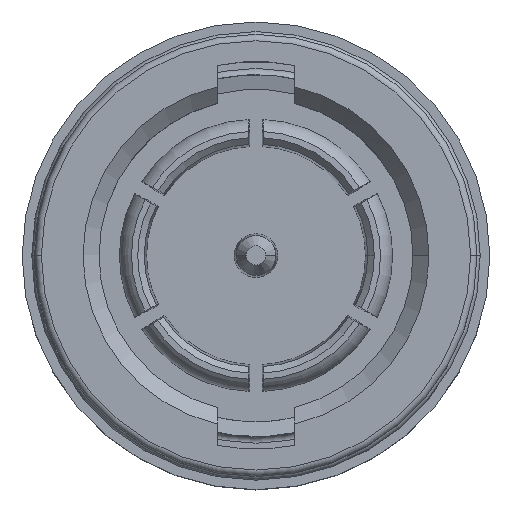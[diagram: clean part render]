
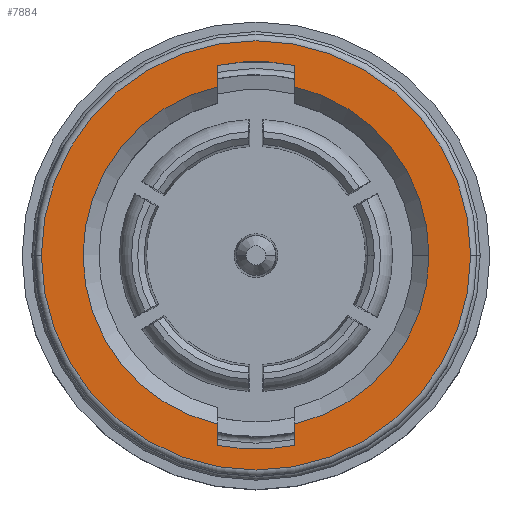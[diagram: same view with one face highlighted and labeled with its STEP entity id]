
A CAD part, top view. The second image highlights one B-rep face of the part: STEP entity #7884.
In plain terms, the highlighted planar face has unit normal (0, 0, 1).
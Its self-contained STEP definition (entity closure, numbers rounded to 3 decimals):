
#74 = AXIS2_PLACEMENT_3D ( 'NONE', #4445, #13256, #5738 ) ;
#76 = EDGE_CURVE ( 'NONE', #12094, #1876, #4423, .T. ) ;
#296 = DIRECTION ( 'NONE',  ( 0., 0., 1. ) ) ;
#1192 = EDGE_CURVE ( 'NONE', #1876, #1608, #3187, .T. ) ;
#1237 = CIRCLE ( 'NONE', #5154, 6.7 ) ;
#1285 = LINE ( 'NONE', #10577, #8018 ) ;
#1548 = EDGE_CURVE ( 'NONE', #12704, #4375, #2561, .T. ) ;
#1608 = VERTEX_POINT ( 'NONE', #10998 ) ;
#1876 = VERTEX_POINT ( 'NONE', #9217 ) ;
#1906 = CARTESIAN_POINT ( 'NONE',  ( -1.2, -4.751, 0.8 ) ) ;
#2159 = CARTESIAN_POINT ( 'NONE',  ( -6.7, 0., 0.8 ) ) ;
#2170 = EDGE_CURVE ( 'NONE', #1608, #15714, #1285, .T. ) ;
#2216 = EDGE_CURVE ( 'NONE', #15714, #8194, #3468, .T. ) ;
#2300 = ORIENTED_EDGE ( 'NONE', *, *, #15094, .F. ) ;
#2551 = CARTESIAN_POINT ( 'NONE',  ( -1.2, -5.93, 0.8 ) ) ;
#2561 = CIRCLE ( 'NONE', #7356, 5.4 ) ;
#2643 = CARTESIAN_POINT ( 'NONE',  ( 1.2, -5.265, 0.8 ) ) ;
#2757 = CARTESIAN_POINT ( 'NONE',  ( -1.2, 5.265, 0.8 ) ) ;
#2807 = EDGE_CURVE ( 'NONE', #8637, #12648, #3244, .T. ) ;
#2847 = LINE ( 'NONE', #1906, #12505 ) ;
#2852 = EDGE_CURVE ( 'NONE', #14245, #14137, #1237, .T. ) ;
#2857 = ORIENTED_EDGE ( 'NONE', *, *, #2852, .T. ) ;
#2926 = PLANE ( 'NONE',  #7878 ) ;
#3187 = CIRCLE ( 'NONE', #13566, 5.4 ) ;
#3189 = DIRECTION ( 'NONE',  ( 0., -1., 0. ) ) ;
#3244 = CIRCLE ( 'NONE', #74, 6.05 ) ;
#3468 = CIRCLE ( 'NONE', #6126, 6.05 ) ;
#3692 = DIRECTION ( 'NONE',  ( 0., 1., 0. ) ) ;
#3698 = ORIENTED_EDGE ( 'NONE', *, *, #1548, .F. ) ;
#3700 = EDGE_CURVE ( 'NONE', #8194, #12704, #12831, .T. ) ;
#3880 = LINE ( 'NONE', #4526, #13550 ) ;
#4375 = VERTEX_POINT ( 'NONE', #8148 ) ;
#4423 = CIRCLE ( 'NONE', #15196, 5.4 ) ;
#4445 = CARTESIAN_POINT ( 'NONE',  ( 0., 0., 0.8 ) ) ;
#4475 = ORIENTED_EDGE ( 'NONE', *, *, #2216, .F. ) ;
#4526 = CARTESIAN_POINT ( 'NONE',  ( 1.2, -4.751, 0.8 ) ) ;
#5060 = CARTESIAN_POINT ( 'NONE',  ( 1.2, 5.93, 0.8 ) ) ;
#5154 = AXIS2_PLACEMENT_3D ( 'NONE', #13412, #5889, #14717 ) ;
#5738 = DIRECTION ( 'NONE',  ( 1., 0., 0. ) ) ;
#5756 = DIRECTION ( 'NONE',  ( 0., 1., 0. ) ) ;
#5829 = CARTESIAN_POINT ( 'NONE',  ( 0., 0., 0.8 ) ) ;
#5873 = DIRECTION ( 'NONE',  ( 0., 0., 1. ) ) ;
#5889 = DIRECTION ( 'NONE',  ( 0., 0., 1. ) ) ;
#6126 = AXIS2_PLACEMENT_3D ( 'NONE', #7564, #16351, #8842 ) ;
#6656 = ORIENTED_EDGE ( 'NONE', *, *, #11522, .F. ) ;
#6797 = CARTESIAN_POINT ( 'NONE',  ( 0., 0., 0.8 ) ) ;
#6980 = FACE_OUTER_BOUND ( 'NONE', #15249, .T. ) ;
#7088 = DIRECTION ( 'NONE',  ( 1., 0., 0. ) ) ;
#7215 = CARTESIAN_POINT ( 'NONE',  ( 0., 0., 0.8 ) ) ;
#7356 = AXIS2_PLACEMENT_3D ( 'NONE', #5829, #14641, #7088 ) ;
#7564 = CARTESIAN_POINT ( 'NONE',  ( 0., 0., 0.8 ) ) ;
#7874 = CARTESIAN_POINT ( 'NONE',  ( 0., 0., 0.8 ) ) ;
#7878 = AXIS2_PLACEMENT_3D ( 'NONE', #6797, #15610, #8079 ) ;
#7884 = ADVANCED_FACE ( 'NONE', ( #6980, #10312 ), #2926, .F. ) ;
#8018 = VECTOR ( 'NONE', #3692, 1000. ) ;
#8079 = DIRECTION ( 'NONE',  ( -1., 0., 0. ) ) ;
#8148 = CARTESIAN_POINT ( 'NONE',  ( -1.2, -5.265, 0.8 ) ) ;
#8194 = VERTEX_POINT ( 'NONE', #14097 ) ;
#8388 = DIRECTION ( 'NONE',  ( 0., 0., 1. ) ) ;
#8637 = VERTEX_POINT ( 'NONE', #2551 ) ;
#8842 = DIRECTION ( 'NONE',  ( -1., 0., 0. ) ) ;
#9023 = CARTESIAN_POINT ( 'NONE',  ( -1.2, 4.751, 0.8 ) ) ;
#9168 = DIRECTION ( 'NONE',  ( -1., 0., 0. ) ) ;
#9217 = CARTESIAN_POINT ( 'NONE',  ( 5.4, 0., 0.8 ) ) ;
#9457 = ORIENTED_EDGE ( 'NONE', *, *, #1192, .F. ) ;
#9910 = AXIS2_PLACEMENT_3D ( 'NONE', #7874, #296, #9168 ) ;
#10262 = DIRECTION ( 'NONE',  ( 0., -1., 0. ) ) ;
#10312 = FACE_BOUND ( 'NONE', #12389, .T. ) ;
#10577 = CARTESIAN_POINT ( 'NONE',  ( 1.2, 4.751, 0.8 ) ) ;
#10998 = CARTESIAN_POINT ( 'NONE',  ( 1.2, 5.265, 0.8 ) ) ;
#11522 = EDGE_CURVE ( 'NONE', #4375, #8637, #2847, .T. ) ;
#11576 = ORIENTED_EDGE ( 'NONE', *, *, #3700, .F. ) ;
#12094 = VERTEX_POINT ( 'NONE', #2643 ) ;
#12119 = CIRCLE ( 'NONE', #9910, 6.7 ) ;
#12389 = EDGE_LOOP ( 'NONE', ( #4475, #15921, #9457, #14157, #2300, #12943, #6656, #3698, #11576 ) ) ;
#12505 = VECTOR ( 'NONE', #3189, 1000. ) ;
#12648 = VERTEX_POINT ( 'NONE', #15065 ) ;
#12704 = VERTEX_POINT ( 'NONE', #2757 ) ;
#12831 = LINE ( 'NONE', #9023, #13236 ) ;
#12943 = ORIENTED_EDGE ( 'NONE', *, *, #2807, .F. ) ;
#13209 = DIRECTION ( 'NONE',  ( 1., 0., 0. ) ) ;
#13236 = VECTOR ( 'NONE', #10262, 1000. ) ;
#13246 = CARTESIAN_POINT ( 'NONE',  ( 6.7, 0., 0.8 ) ) ;
#13256 = DIRECTION ( 'NONE',  ( 0., 0., 1. ) ) ;
#13391 = CARTESIAN_POINT ( 'NONE',  ( 0., 0., 0.8 ) ) ;
#13412 = CARTESIAN_POINT ( 'NONE',  ( 0., 0., 0.8 ) ) ;
#13550 = VECTOR ( 'NONE', #5756, 1000. ) ;
#13566 = AXIS2_PLACEMENT_3D ( 'NONE', #13391, #5873, #14696 ) ;
#14097 = CARTESIAN_POINT ( 'NONE',  ( -1.2, 5.93, 0.8 ) ) ;
#14137 = VERTEX_POINT ( 'NONE', #13246 ) ;
#14157 = ORIENTED_EDGE ( 'NONE', *, *, #76, .F. ) ;
#14245 = VERTEX_POINT ( 'NONE', #2159 ) ;
#14641 = DIRECTION ( 'NONE',  ( 0., 0., 1. ) ) ;
#14696 = DIRECTION ( 'NONE',  ( 1., 0., 0. ) ) ;
#14717 = DIRECTION ( 'NONE',  ( -1., 0., 0. ) ) ;
#15065 = CARTESIAN_POINT ( 'NONE',  ( 1.2, -5.93, 0.8 ) ) ;
#15094 = EDGE_CURVE ( 'NONE', #12648, #12094, #3880, .T. ) ;
#15196 = AXIS2_PLACEMENT_3D ( 'NONE', #7215, #8388, #13209 ) ;
#15249 = EDGE_LOOP ( 'NONE', ( #2857, #15292 ) ) ;
#15292 = ORIENTED_EDGE ( 'NONE', *, *, #16264, .T. ) ;
#15610 = DIRECTION ( 'NONE',  ( 0., 0., -1. ) ) ;
#15714 = VERTEX_POINT ( 'NONE', #5060 ) ;
#15921 = ORIENTED_EDGE ( 'NONE', *, *, #2170, .F. ) ;
#16264 = EDGE_CURVE ( 'NONE', #14137, #14245, #12119, .T. ) ;
#16351 = DIRECTION ( 'NONE',  ( 0., 0., 1. ) ) ;
